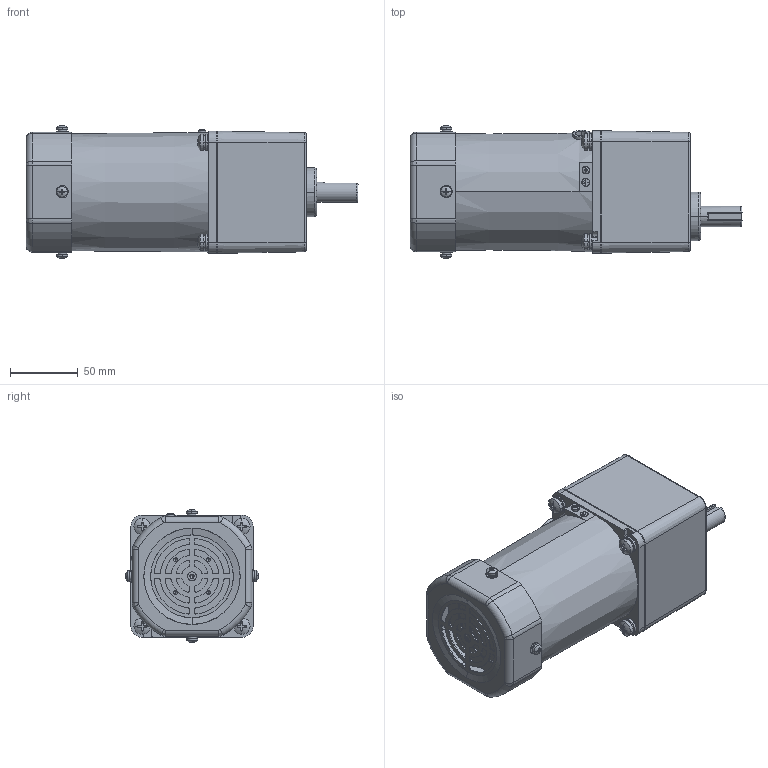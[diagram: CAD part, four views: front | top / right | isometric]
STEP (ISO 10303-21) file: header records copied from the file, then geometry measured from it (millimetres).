
FILE_DESCRIPTION (( 'STEP AP203' ), '1' );
FILE_NAME ('5IK90GU-CF(5GU3KB-200KB).STEP', '2020-04-10T03:53:26', ( 'Windows 蚚誧' ), ( '' ), 'SwSTEP 2.0', 'SolidWorks 2019', '' );
FILE_SCHEMA (( 'CONFIG_CONTROL_DESIGN' ));
Length unit declared in the file: millimetre
Products named in the file (6): 5IK90A-CF; 5GU3KB-200KB; 5IK90GU-CF(5GU3KB-200KB); 90JK; M3; 90FZ
Assembly tree (5 placements, depth 3):
  5IK90GU-CF(5GU3KB-200KB)
    5IK90A-CF
      90JK
      M3
      90FZ
    5GU3KB-200KB
Bounding box: 244.5 x 98.11 x 98.11 mm (x, y, z)
Volume: 1251297.5 mm3; surface area: 140654.5 mm2
Topology: 32 solids, 32 shells, 1038 faces, 2638 edges, 1687 vertices
Faces by surface type: cylinder 437, plane 363, cone 127, torus 55, sphere 38, bspline 18
Entity records: 33301 total; most frequent: CARTESIAN_POINT 6720, DIRECTION 5922, ORIENTED_EDGE 5224, EDGE_CURVE 2612, AXIS2_PLACEMENT_3D 2408, VERTEX_POINT 1687, CIRCLE 1379, EDGE_LOOP 1153
